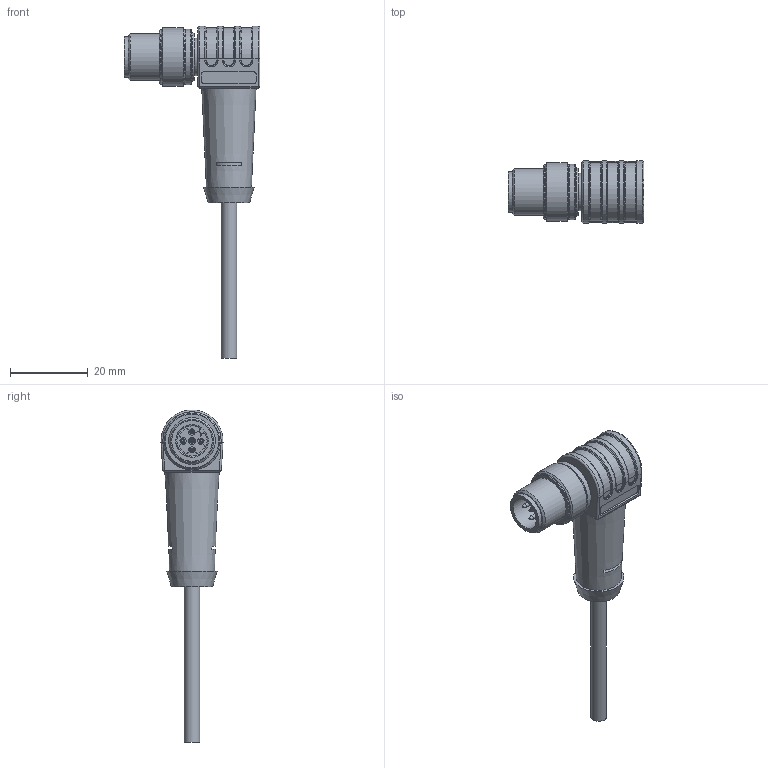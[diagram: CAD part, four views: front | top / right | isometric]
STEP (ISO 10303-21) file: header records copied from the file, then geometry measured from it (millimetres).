
FILE_DESCRIPTION(/* description */ (''),/* implementation_level */ '2;1');
FILE_NAME(/* name */ 'HT-WWAS4_5_stp.stp',/* time_stamp */ '2016-05-20T13:21:55+02:00',/* author */ (''),/* organization */ (''),/* preprocessor_version */ 'ST-DEVELOPER v16',/* originating_system */ 'SIEMENS PLM Software NX 10.0',/* authorisation */ '');
FILE_SCHEMA (('AUTOMOTIVE_DESIGN { 1 0 10303 214 3 1 1 1 }'));
Length unit declared in the file: millimetre
Products named in the file (1): HT-WWAS4_5_stp
Bounding box: 35 x 15.97 x 85.47 mm (x, y, z)
Volume: 9719.4 mm3; surface area: 4513.1 mm2
Topology: 1 solids, 1 shells, 205 faces, 471 edges, 285 vertices
Faces by surface type: cylinder 91, plane 64, torus 22, cone 12, bspline 12, sphere 4
Full cylindrical faces by diameter (mm): 1 x10, 1.95 x1, 4 x1, 8.375 x1, 9.6 x1, 10.45 x1, 12 x2, 12.5 x1, 14.2 x1, 14.25 x1, 15 x1
Entity records: 5904 total; most frequent: CARTESIAN_POINT 1404, DIRECTION 1006, ORIENTED_EDGE 834, EDGE_CURVE 417, AXIS2_PLACEMENT_3D 413, VERTEX_POINT 275, EDGE_LOOP 266, CIRCLE 207
